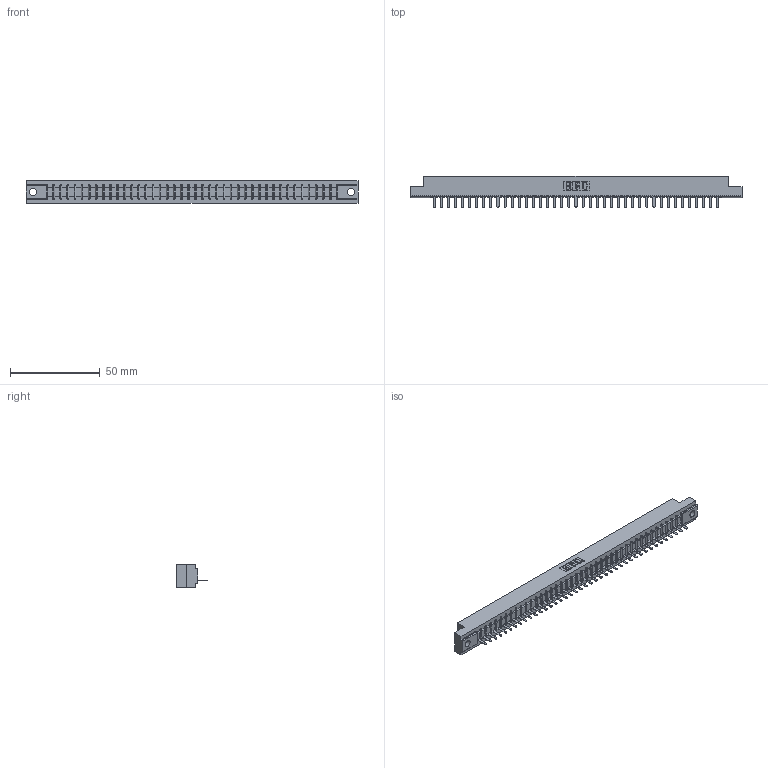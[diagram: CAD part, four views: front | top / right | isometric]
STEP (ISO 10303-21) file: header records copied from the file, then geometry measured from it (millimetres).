
FILE_DESCRIPTION (( 'STEP AP203' ), '1' );
FILE_NAME ('307-041-421-102.STEP', '2020-09-29T15:46:22', ( '' ), ( '' ), 'SwSTEP 2.0', 'SolidWorks 2020', '' );
FILE_SCHEMA (( 'CONFIG_CONTROL_DESIGN' ));
Length unit declared in the file: inch
Products named in the file (3): 307-290-002_521; 307 Part_.128 Dia Mounting Holes; 307-041-421-102
Assembly tree (42 placements, depth 2):
  307-041-421-102
    307 Part_.128 Dia Mounting Holes
    307-290-002_521  x41
Bounding box: 185.47 x 17.42 x 12.7 mm (x, y, z)
Volume: 19754.8 mm3; surface area: 24627.2 mm2
Topology: 42 solids, 42 shells, 3194 faces, 9835 edges, 6442 vertices
Faces by surface type: plane 1915, cylinder 1195, sphere 84
Entity records: 35992 total; most frequent: CARTESIAN_POINT 6072, ORIENTED_EDGE 6062, DIRECTION 5899, EDGE_CURVE 3031, LINE 2321, VECTOR 2321, VERTEX_POINT 1962, AXIS2_PLACEMENT_3D 1789
